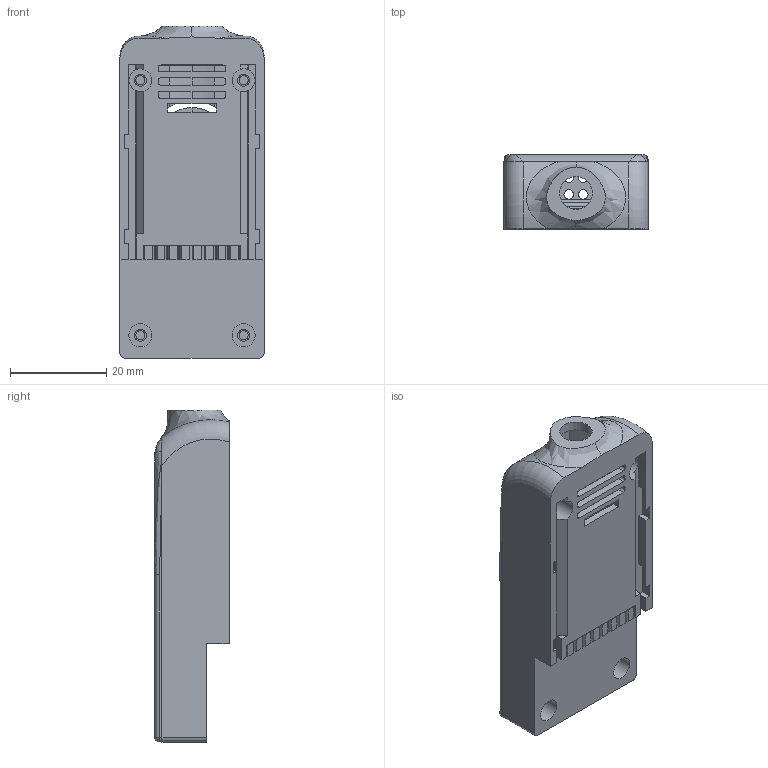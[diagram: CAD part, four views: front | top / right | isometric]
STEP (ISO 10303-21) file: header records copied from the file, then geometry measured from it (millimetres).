
FILE_DESCRIPTION(/* description */ (''),/* implementation_level */ '2;1');
FILE_NAME(/* name */ 'bottom_case elrsslimmer v19.step',/* time_stamp */ '2021-05-08T01:06:26+10:00',/* author */ (''),/* organization */ (''),/* preprocessor_version */ 'ST-DEVELOPER v18.1',/* originating_system */ 'Autodesk Translation Framework v10.6.0.1341',/* authorisation */ '');
FILE_SCHEMA (('AUTOMOTIVE_DESIGN { 1 0 10303 214 3 1 1 }'));
Length unit declared in the file: millimetre
Products named in the file (3): bottom_case elrsslimmer; top_case ELRS slimmer v33; SCSL-8
Assembly tree (2 placements, depth 2):
  bottom_case elrsslimmer
    top_case ELRS slimmer v33
    SCSL-8
Bounding box: 30 x 15.5 x 69.16 mm (x, y, z)
Volume: 10753.4 mm3; surface area: 14611.9 mm2
Topology: 19 solids, 19 shells, 899 faces, 2327 edges, 1486 vertices
Faces by surface type: plane 408, bspline 232, cylinder 151, cone 88, sphere 10, torus 10
Full cylindrical faces by diameter (mm): 0.5 x8, 0.8 x8, 1 x16, 1.3 x16, 1.8 x16, 1.9 x4, 2 x12, 2.5 x4, 4 x4, 4.8 x4, 6.8 x1
Entity records: 30960 total; most frequent: CARTESIAN_POINT 10753, ORIENTED_EDGE 4618, DIRECTION 3554, EDGE_CURVE 2309, VERTEX_POINT 1486, AXIS2_PLACEMENT_3D 1206, LINE 1142, VECTOR 1142
